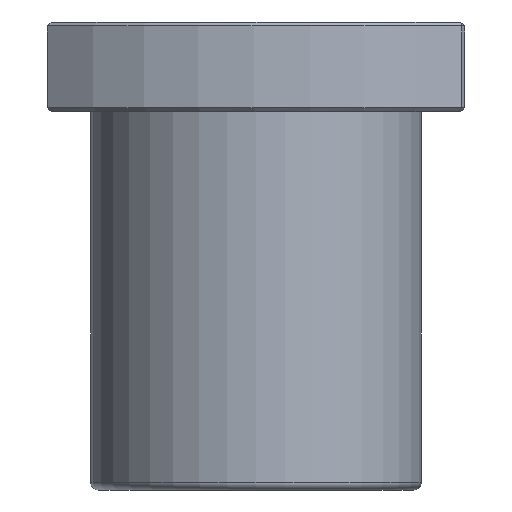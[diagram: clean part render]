
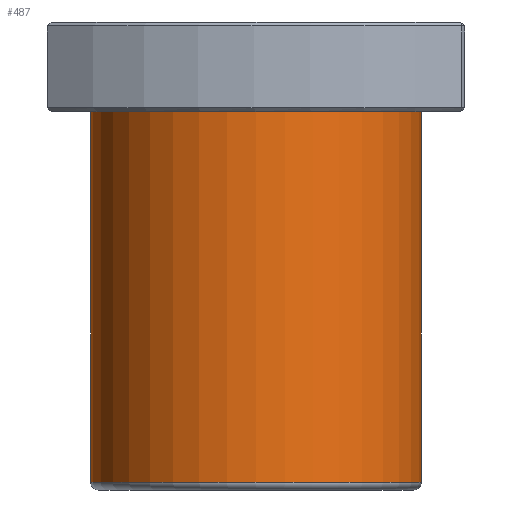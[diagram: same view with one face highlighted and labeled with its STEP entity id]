
A CAD part, left-side view. The second image highlights one B-rep face of the part: STEP entity #487.
In plain terms, the highlighted cylindrical face has radius 10.5 mm (diameter 21 mm), a full revolution.
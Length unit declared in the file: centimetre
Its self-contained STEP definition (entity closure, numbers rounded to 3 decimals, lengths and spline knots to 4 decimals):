
#58=CYLINDRICAL_SURFACE('',#535,1.05);
#147=VERTEX_POINT('',#1407);
#152=VERTEX_POINT('',#1422);
#170=CIRCLE('',#524,1.05);
#175=CIRCLE('',#534,1.05);
#228=EDGE_CURVE('',#147,#147,#170,.T.);
#233=EDGE_CURVE('',#152,#152,#175,.T.);
#336=ORIENTED_EDGE('',*,*,#228,.T.);
#337=ORIENTED_EDGE('',*,*,#233,.F.);
#392=EDGE_LOOP('',(#336));
#393=EDGE_LOOP('',(#337));
#445=FACE_BOUND('',#392,.T.);
#446=FACE_BOUND('',#393,.T.);
#487=ADVANCED_FACE('',(#445,#446),#58,.T.);
#524=AXIS2_PLACEMENT_3D('',#1406,#1508,#1509);
#534=AXIS2_PLACEMENT_3D('',#1421,#1524,#1525);
#535=AXIS2_PLACEMENT_3D('',#1423,#1526,#1527);
#1406=CARTESIAN_POINT('',(0.,0.,2.4));
#1407=CARTESIAN_POINT('',(1.05,0.,2.4));
#1421=CARTESIAN_POINT('',(0.,0.,0.05));
#1422=CARTESIAN_POINT('',(1.05,0.,0.05));
#1423=CARTESIAN_POINT('',(0.,0.,0.));
#1508=DIRECTION('',(0.,0.,-1.));
#1509=DIRECTION('',(1.05,0.,0.));
#1524=DIRECTION('',(0.,0.,-1.));
#1525=DIRECTION('',(-1.05,0.,0.));
#1526=DIRECTION('',(0.,0.,1.));
#1527=DIRECTION('',(1.05,0.,0.));
